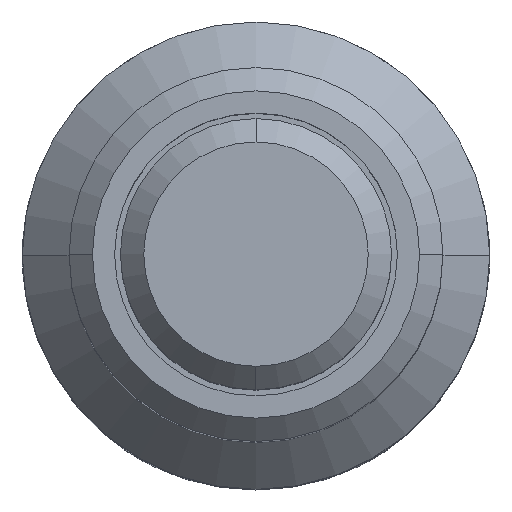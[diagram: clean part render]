
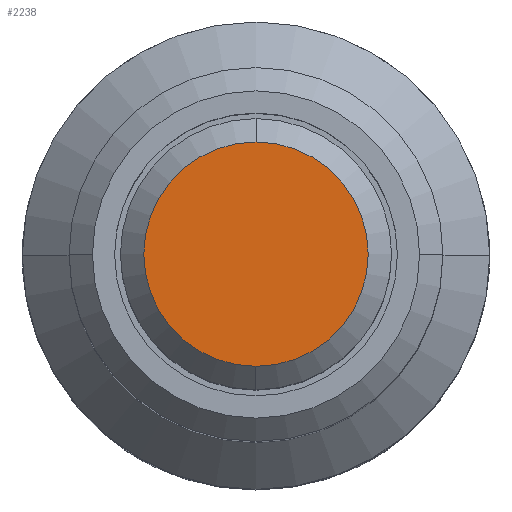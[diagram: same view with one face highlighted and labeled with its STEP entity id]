
A CAD part, top view. The second image highlights one B-rep face of the part: STEP entity #2238.
In plain terms, the highlighted planar face has unit normal (0, 0, 1).
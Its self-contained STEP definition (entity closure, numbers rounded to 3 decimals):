
#709=CARTESIAN_POINT('',(0.,0.,19.2));
#710=DIRECTION('',(0.,0.,-1.));
#711=DIRECTION('',(0.,-1.,0.));
#712=AXIS2_PLACEMENT_3D('',#709,#710,#711);
#714=CARTESIAN_POINT('',(0.,0.,19.2));
#715=DIRECTION('',(0.,0.,-1.));
#716=DIRECTION('',(0.,1.,0.));
#717=AXIS2_PLACEMENT_3D('',#714,#715,#716);
#855=CARTESIAN_POINT('',(0.,-2.4,19.2));
#856=CARTESIAN_POINT('',(0.,2.4,19.2));
#857=VERTEX_POINT('',#855);
#858=VERTEX_POINT('',#856);
#2229=CARTESIAN_POINT('',(0.,0.,19.2));
#2230=DIRECTION('',(0.,0.,1.));
#2231=DIRECTION('',(0.,1.,0.));
#2232=AXIS2_PLACEMENT_3D('',#2229,#2230,#2231);
#2233=PLANE('',#2232);
#2234=ORIENTED_EDGE('',*,*,#2216,.T.);
#2235=ORIENTED_EDGE('',*,*,#2195,.T.);
#2236=EDGE_LOOP('',(#2234,#2235));
#2237=FACE_OUTER_BOUND('',#2236,.F.);
#2238=ADVANCED_FACE('',(#2237),#2233,.T.);
#713=CIRCLE('',#712,2.4);
#718=CIRCLE('',#717,2.4);
#2195=EDGE_CURVE('',#858,#857,#718,.T.);
#2216=EDGE_CURVE('',#857,#858,#713,.T.);
